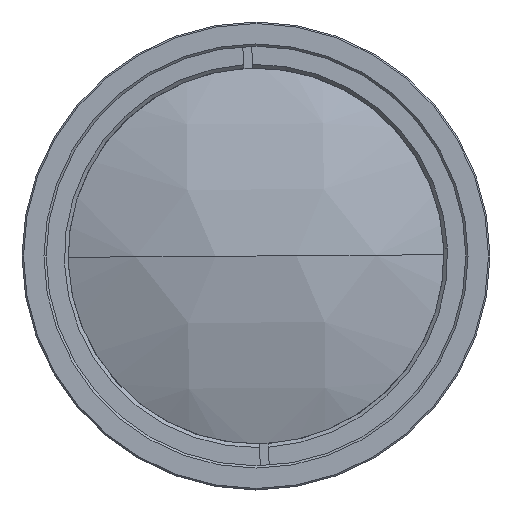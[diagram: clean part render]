
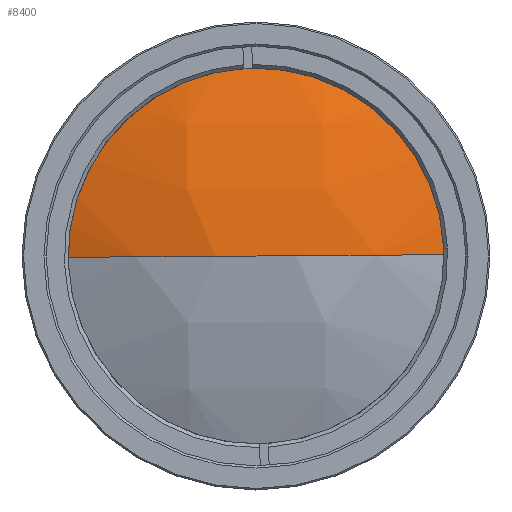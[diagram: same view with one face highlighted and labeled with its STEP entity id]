
A CAD part, left-side view. The second image highlights one B-rep face of the part: STEP entity #8400.
In plain terms, the highlighted free-form (B-spline) face has degree [3, 3] with [4, 4] control points.
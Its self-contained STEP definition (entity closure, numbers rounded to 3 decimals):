
#6 = CARTESIAN_POINT ( 'NONE',  ( -66.985, -9.342, 18.83 ) ) ;
#154 = DIRECTION ( 'NONE',  ( 0., -0.007, -1. ) ) ;
#443 = CARTESIAN_POINT ( 'NONE',  ( -61.415, 26.499, -0.181 ) ) ;
#1165 = CARTESIAN_POINT ( 'NONE',  ( -68.929, -9.405, 9.548 ) ) ;
#1259 = CARTESIAN_POINT ( 'NONE',  ( -63.178, 9.658, 27.386 ) ) ;
#1282 = AXIS2_PLACEMENT_3D ( 'NONE', #3429, #4045, #7336 ) ;
#1838 = CARTESIAN_POINT ( 'NONE',  ( -63.178, -9.282, 27.515 ) ) ;
#1976 = CARTESIAN_POINT ( 'NONE',  ( -56.176, -26.632, 24.565 ) ) ;
#2108 = ORIENTED_EDGE ( 'NONE', *, *, #2883, .T. ) ;
#2472 = CARTESIAN_POINT ( 'NONE',  ( -66.985, 9.599, 18.7 ) ) ;
#2556 = EDGE_LOOP ( 'NONE', ( #6738, #2108, #6268 ) ) ;
#2596 = CARTESIAN_POINT ( 'NONE',  ( -61.284, 26.857, 8.24 ) ) ;
#2666 = CIRCLE ( 'NONE', #3739, 66.395 ) ;
#2697 =( BOUNDED_SURFACE ( )  B_SPLINE_SURFACE ( 3, 3, ( 
 ( #3786, #2596, #5232, #7876 ),
 ( #5179, #5796, #2472, #1259 ),
 ( #5836, #1165, #6, #1838 ),
 ( #5043, #5131, #5760, #1976 ) ),
 .UNSPECIFIED., .F., .F., .F. ) 
 B_SPLINE_SURFACE_WITH_KNOTS ( ( 4, 4 ),
 ( 4, 4 ),
 ( 0., 1. ),
 ( 0., 1. ),
 .UNSPECIFIED. ) 
 GEOMETRIC_REPRESENTATION_ITEM ( )  RATIONAL_B_SPLINE_SURFACE ( (
 ( 1., 0.986, 0.986, 1.),
 ( 0.943, 0.93, 0.93, 0.943),
 ( 0.943, 0.93, 0.93, 0.943),
 ( 1., 0.986, 0.986, 1.) ) ) 
 REPRESENTATION_ITEM ( '' )  SURFACE ( )  );
#2810 = EDGE_CURVE ( 'NONE', #5669, #3186, #2926, .T. ) ;
#2883 = EDGE_CURVE ( 'NONE', #5669, #4502, #2666, .T. ) ;
#2926 = CIRCLE ( 'NONE', #3328, 26.5 ) ;
#3067 = CARTESIAN_POINT ( 'NONE',  ( -0.538, 0., 0. ) ) ;
#3186 = VERTEX_POINT ( 'NONE', #4551 ) ;
#3328 = AXIS2_PLACEMENT_3D ( 'NONE', #4028, #6024, #154 ) ;
#3429 = CARTESIAN_POINT ( 'NONE',  ( -61.415, 0., 0. ) ) ;
#3739 = AXIS2_PLACEMENT_3D ( 'NONE', #3067, #4433, #6531 ) ;
#3786 = CARTESIAN_POINT ( 'NONE',  ( -61.284, 26.799, -0.183 ) ) ;
#4028 = CARTESIAN_POINT ( 'NONE',  ( -61.415, 0., 0. ) ) ;
#4045 = DIRECTION ( 'NONE',  ( 1., 0., 0. ) ) ;
#4433 = DIRECTION ( 'NONE',  ( 0., 0.007, 1. ) ) ;
#4502 = VERTEX_POINT ( 'NONE', #6364 ) ;
#4551 = CARTESIAN_POINT ( 'NONE',  ( -61.415, 0.181, 26.499 ) ) ;
#5043 = CARTESIAN_POINT ( 'NONE',  ( -61.284, -26.799, 0.183 ) ) ;
#5131 = CARTESIAN_POINT ( 'NONE',  ( -61.284, -26.741, 8.606 ) ) ;
#5179 = CARTESIAN_POINT ( 'NONE',  ( -68.929, 9.47, -0.065 ) ) ;
#5232 = CARTESIAN_POINT ( 'NONE',  ( -59.557, 26.913, 16.484 ) ) ;
#5669 = VERTEX_POINT ( 'NONE', #443 ) ;
#5760 = CARTESIAN_POINT ( 'NONE',  ( -59.557, -26.685, 16.851 ) ) ;
#5796 = CARTESIAN_POINT ( 'NONE',  ( -68.929, 9.535, 9.418 ) ) ;
#5836 = CARTESIAN_POINT ( 'NONE',  ( -68.929, -9.47, 0.065 ) ) ;
#6024 = DIRECTION ( 'NONE',  ( 1., 0., 0. ) ) ;
#6220 = FACE_OUTER_BOUND ( 'NONE', #2556, .T. ) ;
#6268 = ORIENTED_EDGE ( 'NONE', *, *, #6877, .F. ) ;
#6364 = CARTESIAN_POINT ( 'NONE',  ( -61.415, -26.499, 0.181 ) ) ;
#6531 = DIRECTION ( 'NONE',  ( 0., 1., -0.007 ) ) ;
#6738 = ORIENTED_EDGE ( 'NONE', *, *, #2810, .F. ) ;
#6877 = EDGE_CURVE ( 'NONE', #3186, #4502, #7865, .T. ) ;
#7336 = DIRECTION ( 'NONE',  ( 0., -0.007, -1. ) ) ;
#7865 = CIRCLE ( 'NONE', #1282, 26.5 ) ;
#7876 = CARTESIAN_POINT ( 'NONE',  ( -56.176, 26.966, 24.199 ) ) ;
#8400 = ADVANCED_FACE ( 'NONE', ( #6220 ), #2697, .T. ) ;
